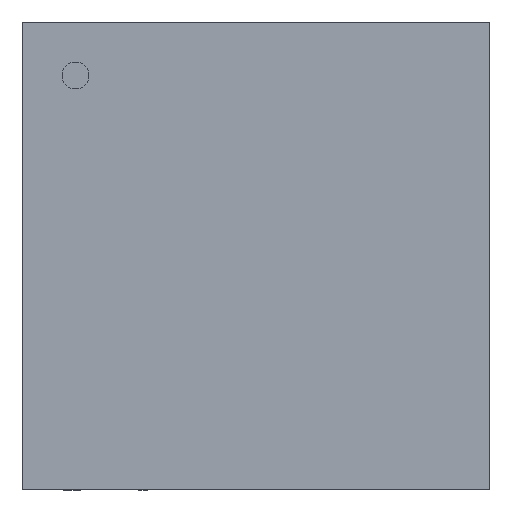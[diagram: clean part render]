
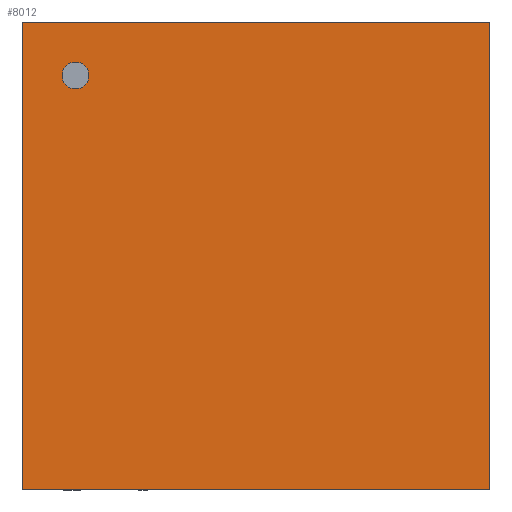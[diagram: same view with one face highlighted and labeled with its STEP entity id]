
A CAD part, top view. The second image highlights one B-rep face of the part: STEP entity #8012.
In plain terms, the highlighted planar face has unit normal (0, 0, 1).
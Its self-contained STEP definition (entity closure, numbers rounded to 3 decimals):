
#74 = LINE ( 'NONE', #10420, #5988 ) ;
#137 = EDGE_CURVE ( 'NONE', #2349, #13070, #7046, .T. ) ;
#189 = DIRECTION ( 'NONE',  ( 0., 1., 0. ) ) ;
#373 = EDGE_LOOP ( 'NONE', ( #949, #14307, #8873, #3663 ) ) ;
#581 = ORIENTED_EDGE ( 'NONE', *, *, #11883, .T. ) ;
#895 = DIRECTION ( 'NONE',  ( 0., 0., -1. ) ) ;
#949 = ORIENTED_EDGE ( 'NONE', *, *, #10920, .T. ) ;
#1787 = LINE ( 'NONE', #2902, #13449 ) ;
#1891 = AXIS2_PLACEMENT_3D ( 'NONE', #7174, #895, #14710 ) ;
#2100 = DIRECTION ( 'NONE',  ( 1., 0., 0. ) ) ;
#2335 = EDGE_CURVE ( 'NONE', #14750, #15590, #9556, .T. ) ;
#2349 = VERTEX_POINT ( 'NONE', #12280 ) ;
#2456 = CARTESIAN_POINT ( 'NONE',  ( -3.5, 0., 0.7 ) ) ;
#2562 = PLANE ( 'NONE',  #3342 ) ;
#2902 = CARTESIAN_POINT ( 'NONE',  ( 3.5, 0., 0.7 ) ) ;
#3123 = DIRECTION ( 'NONE',  ( 1., 0., 0. ) ) ;
#3342 = AXIS2_PLACEMENT_3D ( 'NONE', #15606, #16725, #7892 ) ;
#3663 = ORIENTED_EDGE ( 'NONE', *, *, #6537, .T. ) ;
#5931 = DIRECTION ( 'NONE',  ( 0., 0., -1. ) ) ;
#5988 = VECTOR ( 'NONE', #15595, 1000. ) ;
#6115 = DIRECTION ( 'NONE',  ( 0., -1., 0. ) ) ;
#6291 = CIRCLE ( 'NONE', #15745, 0.2 ) ;
#6537 = EDGE_CURVE ( 'NONE', #9274, #9757, #74, .T. ) ;
#7046 = CIRCLE ( 'NONE', #1891, 0.2 ) ;
#7050 = CARTESIAN_POINT ( 'NONE',  ( -2.9, 2.7, 0.7 ) ) ;
#7174 = CARTESIAN_POINT ( 'NONE',  ( -2.7, 2.7, 0.7 ) ) ;
#7556 = VECTOR ( 'NONE', #2100, 1000. ) ;
#7653 = FACE_BOUND ( 'NONE', #11742, .T. ) ;
#7794 = LINE ( 'NONE', #2456, #9542 ) ;
#7892 = DIRECTION ( 'NONE',  ( 1., 0., 0. ) ) ;
#8012 = ADVANCED_FACE ( 'NONE', ( #14174, #7653 ), #2562, .T. ) ;
#8126 = ORIENTED_EDGE ( 'NONE', *, *, #137, .T. ) ;
#8873 = ORIENTED_EDGE ( 'NONE', *, *, #9140, .T. ) ;
#9140 = EDGE_CURVE ( 'NONE', #15590, #9274, #1787, .T. ) ;
#9274 = VERTEX_POINT ( 'NONE', #13926 ) ;
#9449 = CARTESIAN_POINT ( 'NONE',  ( -3.5, -3.5, 0.7 ) ) ;
#9542 = VECTOR ( 'NONE', #6115, 1000. ) ;
#9556 = LINE ( 'NONE', #16090, #7556 ) ;
#9757 = VERTEX_POINT ( 'NONE', #13023 ) ;
#10420 = CARTESIAN_POINT ( 'NONE',  ( 0., 3.5, 0.7 ) ) ;
#10920 = EDGE_CURVE ( 'NONE', #9757, #14750, #7794, .T. ) ;
#11742 = EDGE_LOOP ( 'NONE', ( #8126, #581 ) ) ;
#11883 = EDGE_CURVE ( 'NONE', #13070, #2349, #6291, .T. ) ;
#12280 = CARTESIAN_POINT ( 'NONE',  ( -2.5, 2.7, 0.7 ) ) ;
#13023 = CARTESIAN_POINT ( 'NONE',  ( -3.5, 3.5, 0.7 ) ) ;
#13070 = VERTEX_POINT ( 'NONE', #7050 ) ;
#13375 = CARTESIAN_POINT ( 'NONE',  ( -2.7, 2.7, 0.7 ) ) ;
#13449 = VECTOR ( 'NONE', #189, 1000. ) ;
#13926 = CARTESIAN_POINT ( 'NONE',  ( 3.5, 3.5, 0.7 ) ) ;
#14174 = FACE_OUTER_BOUND ( 'NONE', #373, .T. ) ;
#14307 = ORIENTED_EDGE ( 'NONE', *, *, #2335, .T. ) ;
#14710 = DIRECTION ( 'NONE',  ( 1., 0., 0. ) ) ;
#14750 = VERTEX_POINT ( 'NONE', #9449 ) ;
#15590 = VERTEX_POINT ( 'NONE', #16713 ) ;
#15595 = DIRECTION ( 'NONE',  ( -1., 0., 0. ) ) ;
#15606 = CARTESIAN_POINT ( 'NONE',  ( 0., 0., 0.7 ) ) ;
#15745 = AXIS2_PLACEMENT_3D ( 'NONE', #13375, #5931, #3123 ) ;
#16090 = CARTESIAN_POINT ( 'NONE',  ( 0., -3.5, 0.7 ) ) ;
#16713 = CARTESIAN_POINT ( 'NONE',  ( 3.5, -3.5, 0.7 ) ) ;
#16725 = DIRECTION ( 'NONE',  ( 0., 0., 1. ) ) ;
